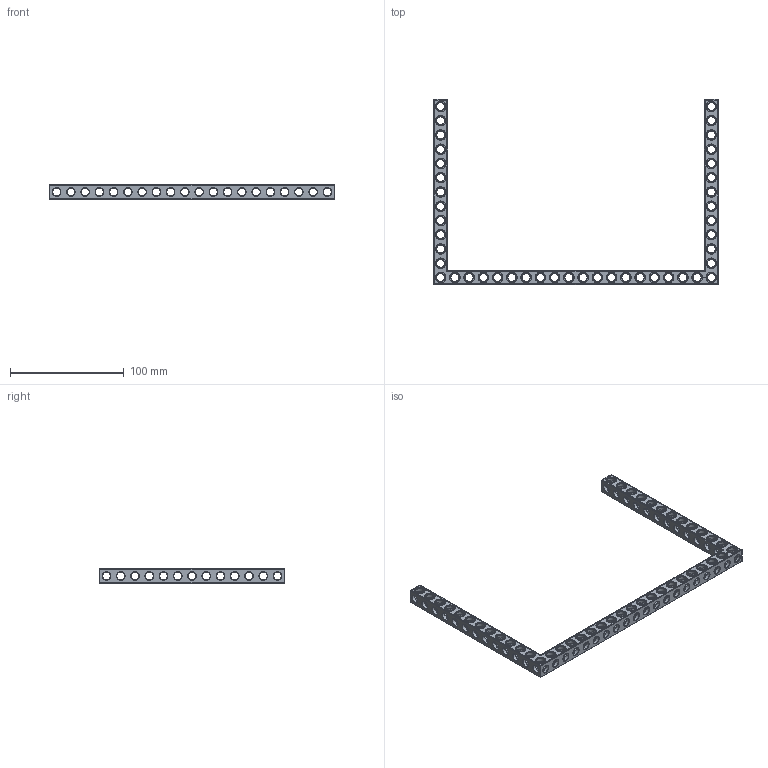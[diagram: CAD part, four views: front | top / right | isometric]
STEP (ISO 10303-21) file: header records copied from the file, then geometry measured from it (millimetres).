
FILE_DESCRIPTION(('FreeCAD Model'),'2;1');
FILE_NAME('Open CASCADE Shape Model','2022-03-09T23:12:59',('Author'),( ''),'Open CASCADE STEP processor 7.5','FreeCAD','Unknown');
FILE_SCHEMA(('AUTOMOTIVE_DESIGN { 1 0 10303 214 1 1 1 1 }'));
Products named in the file (1): Beam AGD ESS USH SYM BU20x13x01 - SPN-BEM-0643 (stemfie.org)
Bounding box: 250 x 162.5 x 12.5 mm (x, y, z)
Volume: 42987.3 mm3; surface area: 38357.2 mm2
Topology: 1 solids, 1 shells, 1038 faces, 3207 edges, 2073 vertices
Faces by surface type: plane 425, cylinder 265, cone 178, extrusion 170
Full cylindrical faces by diameter (mm): 6.98 x28, 7 x193, 9.2 x44
Entity records: 207935 total; most frequent: CARTESIAN_POINT 148235, DIRECTION 9723, ORIENTED_EDGE 6414, PCURVE 6414, DEFINITIONAL_REPRESENTATION 6414, VECTOR 5817, LINE 5647, EDGE_CURVE 3207
